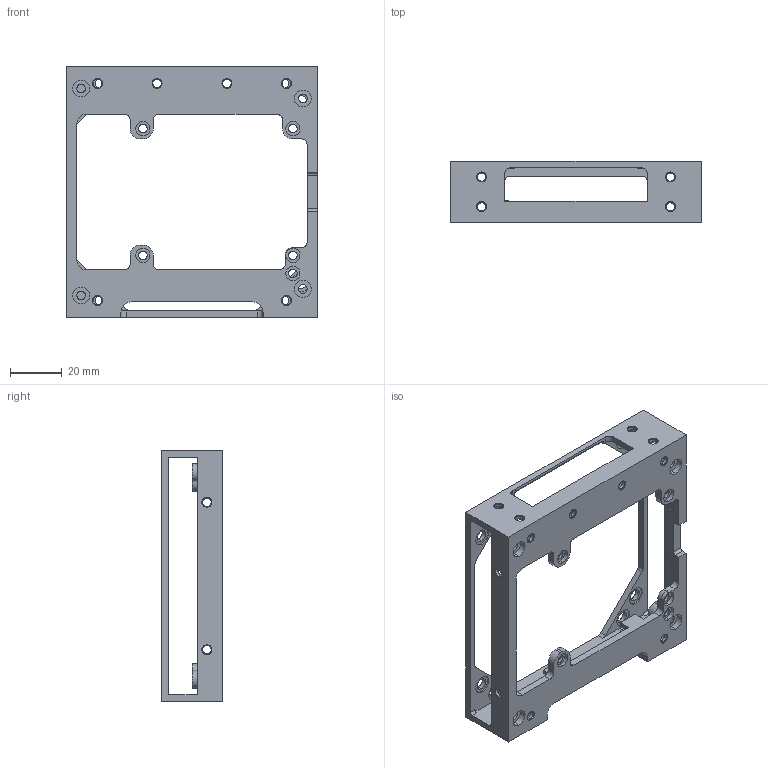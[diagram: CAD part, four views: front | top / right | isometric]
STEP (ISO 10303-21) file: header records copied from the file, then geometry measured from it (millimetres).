
FILE_DESCRIPTION (( 'STEP AP214' ), '1' );
FILE_NAME ('3D 0.25U Structure 1 v1.6.STEP', '2018-04-13T18:58:09', ( '' ), ( '' ), 'SwSTEP 2.0', 'SolidWorks 2016', '' );
FILE_SCHEMA (( 'AUTOMOTIVE_DESIGN' ));
Length unit declared in the file: millimetre
Products named in the file (1): 3D 0.25U Structure 1 v1.6
Bounding box: 97 x 23.5 x 97 mm (x, y, z)
Volume: 24267 mm3; surface area: 23714.7 mm2
Topology: 1 solids, 1 shells, 430 faces, 1106 edges, 709 vertices
Faces by surface type: cylinder 209, plane 149, cone 66, bspline 6
Entity records: 13487 total; most frequent: CARTESIAN_POINT 2456, DIRECTION 2421, ORIENTED_EDGE 2212, EDGE_CURVE 1106, AXIS2_PLACEMENT_3D 910, VERTEX_POINT 709, LINE 601, VECTOR 601
